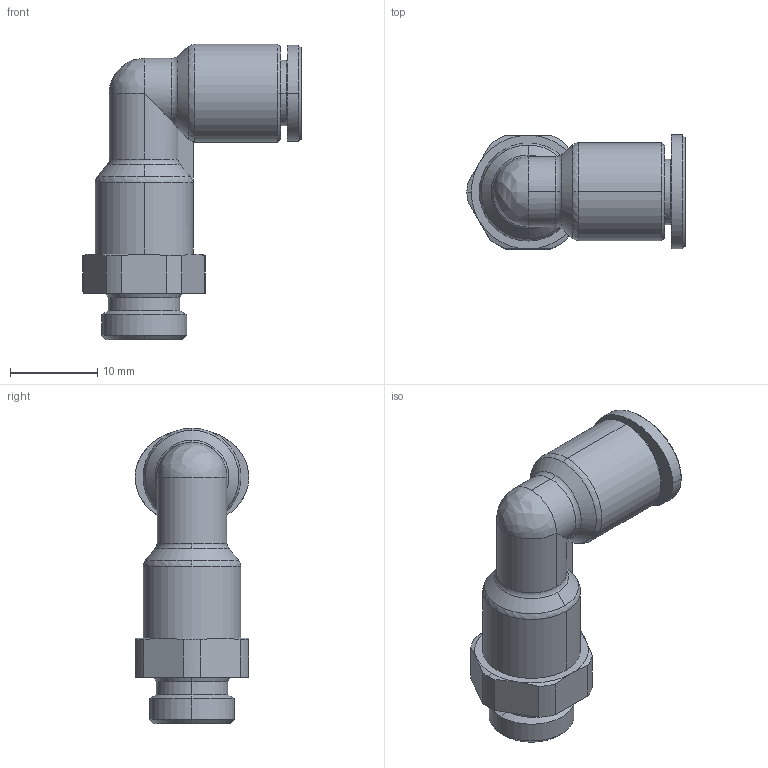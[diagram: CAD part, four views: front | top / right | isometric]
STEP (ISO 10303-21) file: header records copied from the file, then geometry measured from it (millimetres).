
FILE_DESCRIPTION (( 'STEP AP214' ), '1' );
FILE_NAME ('PLLP06-G01.stp', '2015-09-16T07:18:46', ( '' ), ( '' ), 'SwSTEP 2.0', 'SolidWorks 2015', '' );
FILE_SCHEMA (( 'AUTOMOTIVE_DESIGN' ));
Length unit declared in the file: millimetre
Products named in the file (2): PLLP06-G01; ｦ+ﾃｦ1
Assembly tree (1 placements, depth 2):
  PLLP06-G01
    ｦ+ﾃｦ1
Bounding box: 24.95 x 13 x 33.8 mm (x, y, z)
Volume: 3101.8 mm3; surface area: 2468 mm2
Topology: 1 solids, 1 shells, 285 faces, 772 edges, 505 vertices
Faces by surface type: plane 184, bspline 37, cylinder 35, cone 25, torus 4
Entity records: 10941 total; most frequent: CARTESIAN_POINT 3230, ORIENTED_EDGE 1542, DIRECTION 1288, EDGE_CURVE 771, LINE 550, VECTOR 550, VERTEX_POINT 505, AXIS2_PLACEMENT_3D 369
